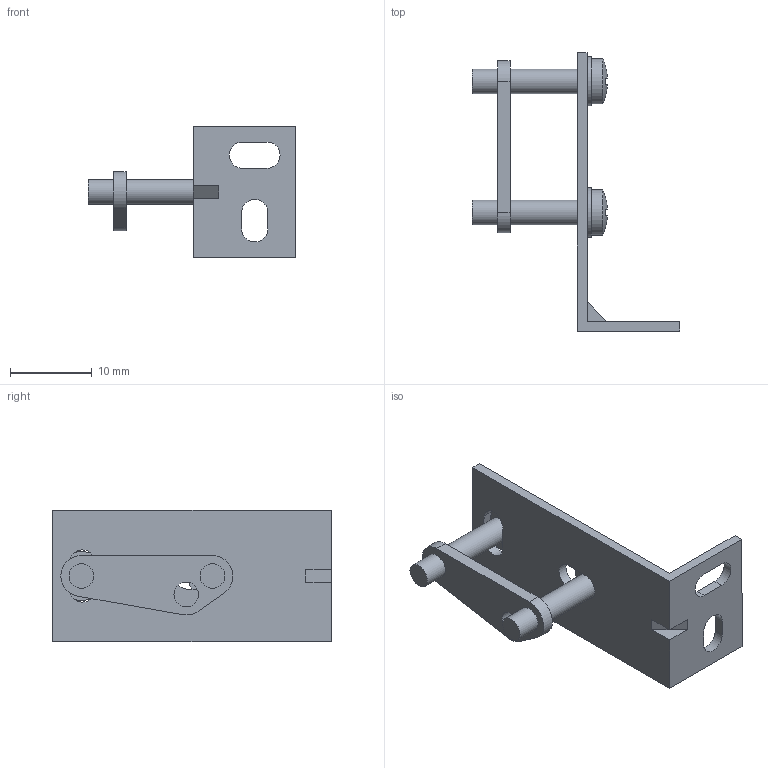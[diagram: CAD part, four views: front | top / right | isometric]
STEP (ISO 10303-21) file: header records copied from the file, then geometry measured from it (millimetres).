
FILE_DESCRIPTION(/* description */ (''),/* implementation_level */ '2;1');
FILE_NAME(/* name */ 'AO000075.stp',/* time_stamp */ '2016-09-28T10:34:43+02:00',/* author */ ('mitarbeiter'),/* organization */ (''),/* preprocessor_version */ 'ST-DEVELOPER v15.2',/* originating_system */ 'Autodesk Inventor 2014',/* authorisation */ '');
FILE_SCHEMA (('AUTOMOTIVE_DESIGN { 1 0 10303 214 3 1 1 }'));
Length unit declared in the file: millimetre
Products named in the file (4): AO000075_3; AO000075_1; AO000075
Bounding box: 25.3 x 34 x 16 mm (x, y, z)
Volume: 1237.1 mm3; surface area: 2333.9 mm2
Topology: 4 solids, 4 shells, 81 faces, 203 edges, 136 vertices
Faces by surface type: plane 57, cylinder 22, sphere 2
Full cylindrical faces by diameter (mm): 3 x5, 5.5 x2, 6 x2
Entity records: 1944 total; most frequent: DIRECTION 338, CARTESIAN_POINT 323, ORIENTED_EDGE 300, EDGE_CURVE 150, AXIS2_PLACEMENT_3D 119, VERTEX_POINT 104, LINE 100, VECTOR 100
